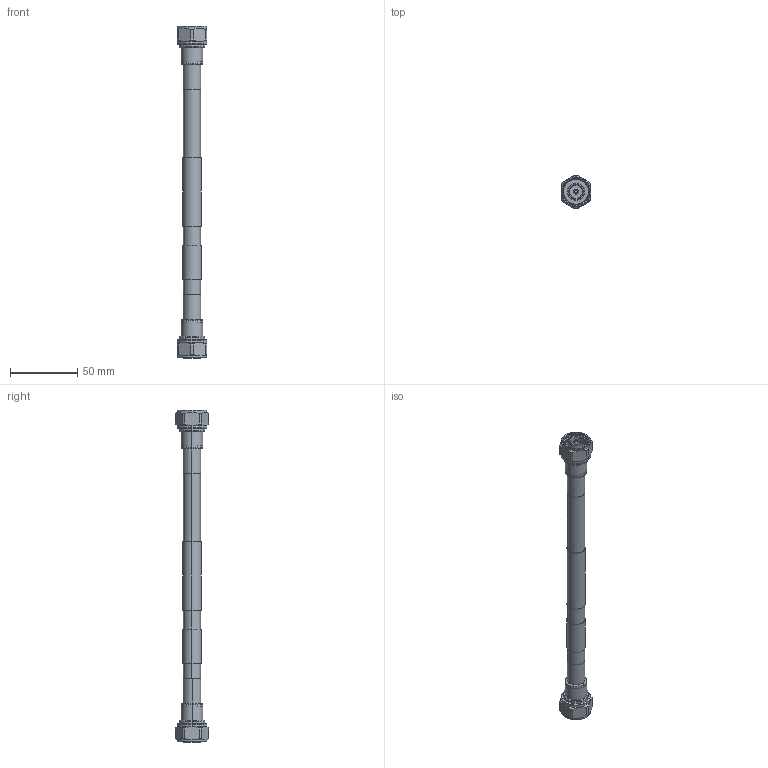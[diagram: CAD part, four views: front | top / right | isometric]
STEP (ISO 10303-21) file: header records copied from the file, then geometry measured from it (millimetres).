
FILE_DESCRIPTION (( 'STEP AP214' ), '1' );
FILE_NAME ('LCCA31061.step', '2022-10-04T19:22:09', ( '' ), ( '' ), 'SwSTEP 2.0', 'SolidWorks 2021', '' );
FILE_SCHEMA (( 'AUTOMOTIVE_DESIGN' ));
Length unit declared in the file: inch
Products named in the file (3): LCCA31061; TC-500-4310M-LP-LC^LCCA31061;  SPP-500-LLPL ^LCCA31061_SPP-500-LLPL
Assembly tree (3 placements, depth 2):
  LCCA31061
     SPP-500-LLPL ^LCCA31061_SPP-500-LLPL
    TC-500-4310M-LP-LC^LCCA31061  x2
Bounding box: 22 x 24.49 x 246.3 mm (x, y, z)
Volume: 30766.7 mm3; surface area: 23355 mm2
Topology: 11 solids, 11 shells, 258 faces, 586 edges, 374 vertices
Faces by surface type: cylinder 134, plane 60, cone 50, bspline 14
Entity records: 5665 total; most frequent: CARTESIAN_POINT 2465, DIRECTION 663, ORIENTED_EDGE 616, EDGE_CURVE 308, AXIS2_PLACEMENT_3D 280, VERTEX_POINT 197, EDGE_LOOP 155, CIRCLE 144
